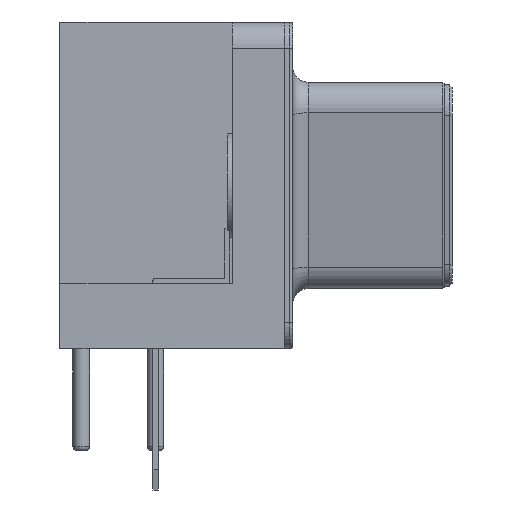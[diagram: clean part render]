
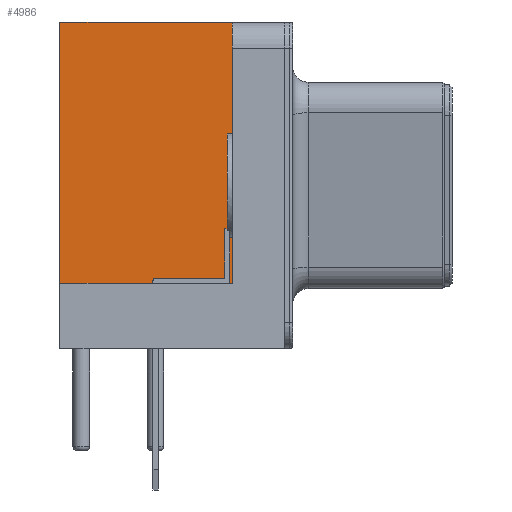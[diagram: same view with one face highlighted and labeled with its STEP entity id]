
A CAD part, left-side view. The second image highlights one B-rep face of the part: STEP entity #4986.
In plain terms, the highlighted planar face has unit normal (-1, 0, 0).
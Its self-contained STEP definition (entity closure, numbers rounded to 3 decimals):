
#4144 = VERTEX_POINT('',#4145);
#4145 = CARTESIAN_POINT('',(-37.67,0.82,12.5));
#4151 = EDGE_CURVE('',#4152,#4144,#4154,.T.);
#4152 = VERTEX_POINT('',#4153);
#4153 = CARTESIAN_POINT('',(-37.67,-5.78,12.5));
#4154 = LINE('',#4155,#4156);
#4155 = CARTESIAN_POINT('',(-37.67,-6.78,12.5));
#4156 = VECTOR('',#4157,1.);
#4157 = DIRECTION('',(0.,1.,0.));
#4960 = VERTEX_POINT('',#4961);
#4961 = CARTESIAN_POINT('',(-37.67,-5.78,2.5));
#4967 = EDGE_CURVE('',#4960,#4152,#4968,.T.);
#4968 = LINE('',#4969,#4970);
#4969 = CARTESIAN_POINT('',(-37.67,-5.78,2.5));
#4970 = VECTOR('',#4971,1.);
#4971 = DIRECTION('',(0.,0.,1.));
#4986 = ADVANCED_FACE('',(#4987),#5005,.F.);
#4987 = FACE_BOUND('',#4988,.F.);
#4988 = EDGE_LOOP('',(#4989,#4990,#4998,#5004));
#4989 = ORIENTED_EDGE('',*,*,#4967,.F.);
#4990 = ORIENTED_EDGE('',*,*,#4991,.T.);
#4991 = EDGE_CURVE('',#4960,#4992,#4994,.T.);
#4992 = VERTEX_POINT('',#4993);
#4993 = CARTESIAN_POINT('',(-37.67,0.82,2.5));
#4994 = LINE('',#4995,#4996);
#4995 = CARTESIAN_POINT('',(-37.67,-5.78,2.5));
#4996 = VECTOR('',#4997,1.);
#4997 = DIRECTION('',(-0.,1.,0.));
#4998 = ORIENTED_EDGE('',*,*,#4999,.T.);
#4999 = EDGE_CURVE('',#4992,#4144,#5000,.T.);
#5000 = LINE('',#5001,#5002);
#5001 = CARTESIAN_POINT('',(-37.67,0.82,4.375));
#5002 = VECTOR('',#5003,1.);
#5003 = DIRECTION('',(0.,0.,1.));
#5004 = ORIENTED_EDGE('',*,*,#4151,.F.);
#5005 = PLANE('',#5006);
#5006 = AXIS2_PLACEMENT_3D('',#5007,#5008,#5009);
#5007 = CARTESIAN_POINT('',(-37.67,-5.78,2.5));
#5008 = DIRECTION('',(1.,0.,0.));
#5009 = DIRECTION('',(0.,0.,1.));
